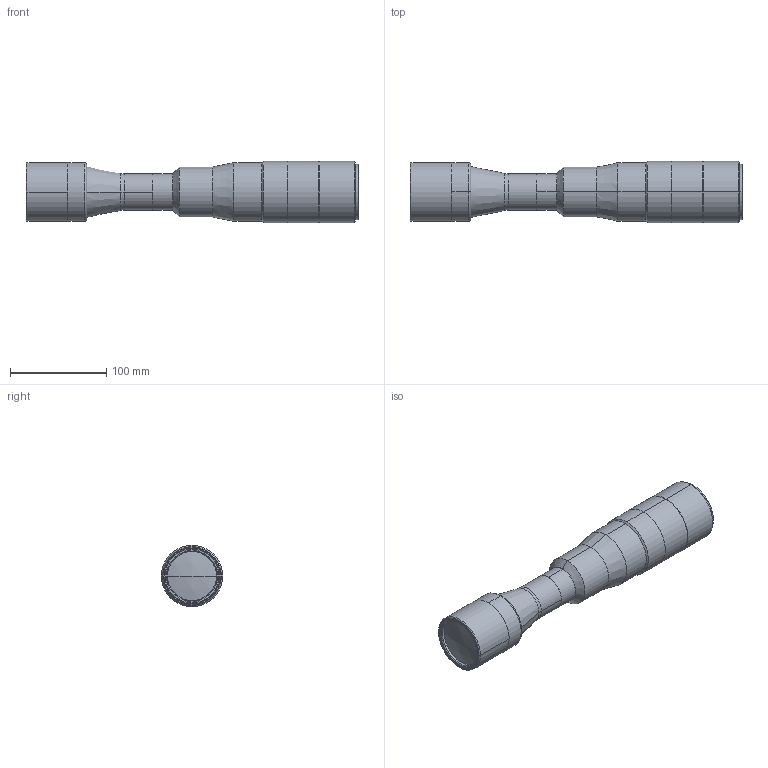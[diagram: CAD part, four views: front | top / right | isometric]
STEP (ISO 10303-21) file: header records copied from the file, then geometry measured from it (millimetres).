
FILE_DESCRIPTION (( 'STEP AP203' ), '1' );
FILE_NAME ('TC16M036-K.step', '2018-11-27T16:01:15', ( '' ), ( '' ), 'SwSTEP 2.0', 'SolidWorks 2018', '' );
FILE_SCHEMA (( 'CONFIG_CONTROL_DESIGN' ));
Length unit declared in the file: millimetre
Products named in the file (1): TC16M036-K
Bounding box: 345.6 x 64 x 64 mm (x, y, z)
Surface area: 81681.3 mm2 (no closed solid volume)
Topology: 0 solids, 10 shells, 74 faces, 178 edges, 115 vertices
Faces by surface type: cylinder 34, plane 18, cone 14, torus 6, sphere 2
Entity records: 2258 total; most frequent: DIRECTION 440, CARTESIAN_POINT 380, ORIENTED_EDGE 306, AXIS2_PLACEMENT_3D 191, EDGE_CURVE 178, CIRCLE 116, VERTEX_POINT 115, EDGE_LOOP 87
